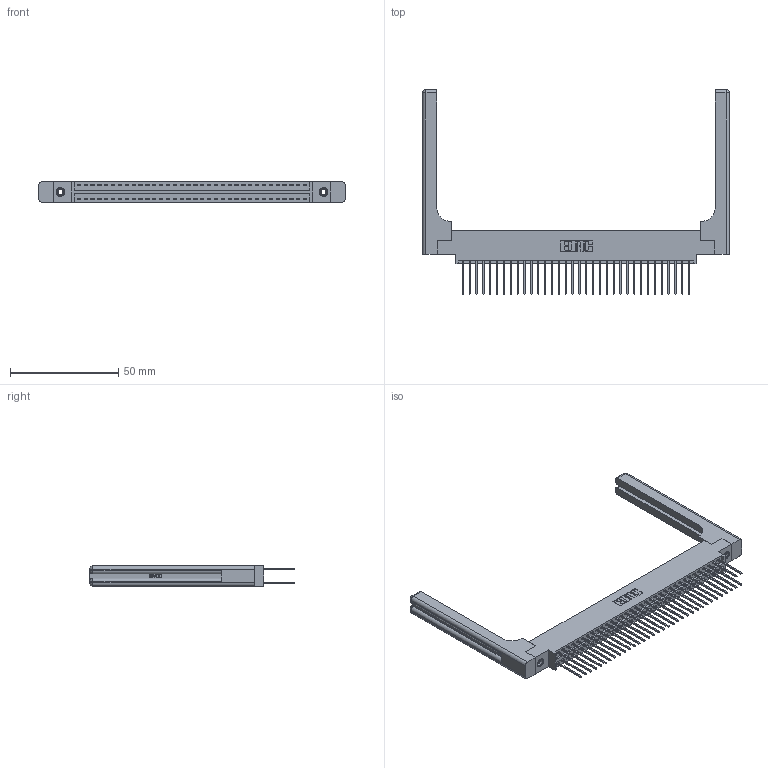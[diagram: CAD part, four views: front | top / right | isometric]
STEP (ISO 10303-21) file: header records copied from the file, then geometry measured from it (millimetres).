
FILE_DESCRIPTION (( 'STEP AP203' ), '1' );
FILE_NAME ('346-068-540-858.STEP', '2022-05-24T19:24:34', ( '' ), ( '' ), 'SwSTEP 2.0', 'SolidWorks 2020', '' );
FILE_SCHEMA (( 'CONFIG_CONTROL_DESIGN' ));
Length unit declared in the file: inch
Products named in the file (5): 346-220-058_345-220-058; 346 Part_0.170 Offset - 0.156 Dia-TH; 345-292-001_345-293-140; 346-068-540-858; 345-250-001_345-250-001-102
Assembly tree (73 placements, depth 2):
  346-068-540-858
    346 Part_0.170 Offset - 0.156 Dia-TH
    345-292-001_345-293-140  x68
    345-250-001_345-250-001-102  x2
    346-220-058_345-220-058  x2
Bounding box: 142.01 x 94.74 x 9.4 mm (x, y, z)
Volume: 21365.1 mm3; surface area: 25346.9 mm2
Topology: 73 solids, 73 shells, 3932 faces, 11583 edges, 7610 vertices
Faces by surface type: plane 2622, cylinder 1250, bspline 36, cone 12, sphere 8, torus 4
Entity records: 29014 total; most frequent: CARTESIAN_POINT 5807, ORIENTED_EDGE 4536, DIRECTION 4100, EDGE_CURVE 2268, LINE 1908, VECTOR 1908, VERTEX_POINT 1502, AXIS2_PLACEMENT_3D 1096
